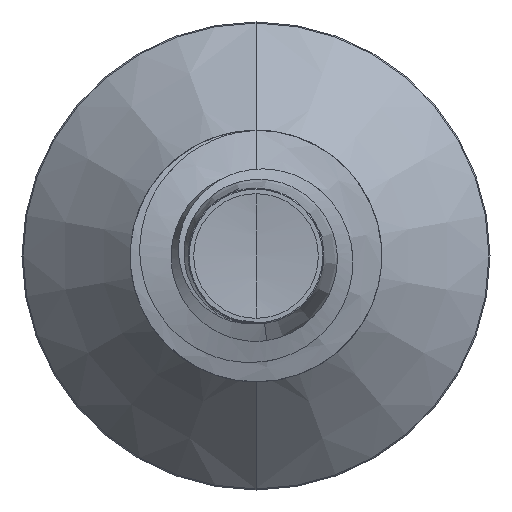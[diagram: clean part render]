
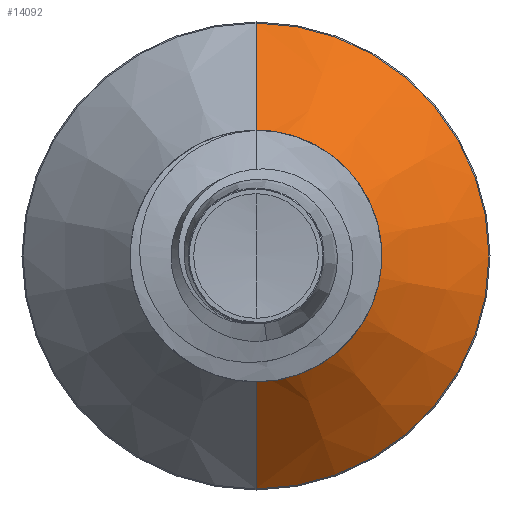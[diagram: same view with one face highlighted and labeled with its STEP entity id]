
A CAD part, front view. The second image highlights one B-rep face of the part: STEP entity #14092.
In plain terms, the highlighted conical face has half-angle 45 degrees and reference radius 2.301 mm.
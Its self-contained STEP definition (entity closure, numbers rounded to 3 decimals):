
#45 = ORIENTED_EDGE ( 'NONE', *, *, #12332, .F. ) ;
#176 = VECTOR ( 'NONE', #15699, 1000. ) ;
#489 = CIRCLE ( 'NONE', #13019, 2.301 ) ;
#656 = CARTESIAN_POINT ( 'NONE',  ( 0., 16.728, 0. ) ) ;
#1084 = CARTESIAN_POINT ( 'NONE',  ( 0., 14.401, 2.301 ) ) ;
#1489 = DIRECTION ( 'NONE',  ( 0., 0.707, 0.707 ) ) ;
#1810 = DIRECTION ( 'NONE',  ( 0., 1., 0. ) ) ;
#1828 = DIRECTION ( 'NONE',  ( 0., 0., 1. ) ) ;
#1938 = CARTESIAN_POINT ( 'NONE',  ( 0., 14.401, 0. ) ) ;
#2054 = CARTESIAN_POINT ( 'NONE',  ( 0., 16.728, 4.628 ) ) ;
#2543 = DIRECTION ( 'NONE',  ( 0., 0., 1. ) ) ;
#4284 = CARTESIAN_POINT ( 'NONE',  ( 0., 14.401, 2.301 ) ) ;
#4369 = ORIENTED_EDGE ( 'NONE', *, *, #6288, .T. ) ;
#5052 = CARTESIAN_POINT ( 'NONE',  ( 0., 16.728, -4.628 ) ) ;
#5234 = CONICAL_SURFACE ( 'NONE', #6005, 2.301, 0.785 ) ;
#5256 = LINE ( 'NONE', #1084, #9446 ) ;
#6005 = AXIS2_PLACEMENT_3D ( 'NONE', #1938, #1810, #1828 ) ;
#6025 = CIRCLE ( 'NONE', #18462, 4.628 ) ;
#6233 = VERTEX_POINT ( 'NONE', #18710 ) ;
#6288 = EDGE_CURVE ( 'NONE', #14837, #6233, #489, .T. ) ;
#8662 = EDGE_CURVE ( 'NONE', #6233, #10799, #13832, .T. ) ;
#9058 = ORIENTED_EDGE ( 'NONE', *, *, #8662, .T. ) ;
#9446 = VECTOR ( 'NONE', #1489, 1000. ) ;
#9518 = VERTEX_POINT ( 'NONE', #2054 ) ;
#10332 = EDGE_LOOP ( 'NONE', ( #4369, #9058, #16076, #45 ) ) ;
#10799 = VERTEX_POINT ( 'NONE', #5052 ) ;
#12332 = EDGE_CURVE ( 'NONE', #14837, #9518, #5256, .T. ) ;
#12551 = DIRECTION ( 'NONE',  ( 0., 1., 0. ) ) ;
#13019 = AXIS2_PLACEMENT_3D ( 'NONE', #18028, #18015, #18012 ) ;
#13832 = LINE ( 'NONE', #16122, #176 ) ;
#13970 = FACE_OUTER_BOUND ( 'NONE', #10332, .T. ) ;
#14092 = ADVANCED_FACE ( 'NONE', ( #13970 ), #5234, .T. ) ;
#14837 = VERTEX_POINT ( 'NONE', #4284 ) ;
#15699 = DIRECTION ( 'NONE',  ( 0., 0.707, -0.707 ) ) ;
#16076 = ORIENTED_EDGE ( 'NONE', *, *, #16721, .F. ) ;
#16122 = CARTESIAN_POINT ( 'NONE',  ( 0., 14.401, -2.301 ) ) ;
#16721 = EDGE_CURVE ( 'NONE', #9518, #10799, #6025, .T. ) ;
#18012 = DIRECTION ( 'NONE',  ( 0., 0., 1. ) ) ;
#18015 = DIRECTION ( 'NONE',  ( 0., 1., 0. ) ) ;
#18028 = CARTESIAN_POINT ( 'NONE',  ( 0., 14.401, 0. ) ) ;
#18462 = AXIS2_PLACEMENT_3D ( 'NONE', #656, #12551, #2543 ) ;
#18710 = CARTESIAN_POINT ( 'NONE',  ( 0., 14.401, -2.301 ) ) ;
